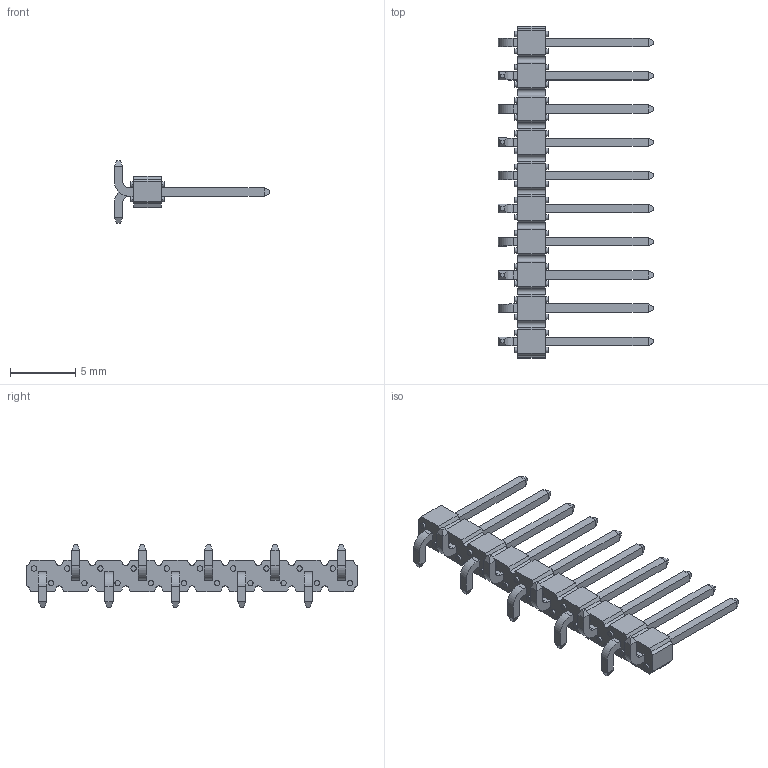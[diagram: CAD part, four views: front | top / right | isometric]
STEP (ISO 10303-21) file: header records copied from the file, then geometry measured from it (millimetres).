
FILE_DESCRIPTION((''),'2;1');
FILE_NAME('MSBR-1','2014-07-09T',('guohe'),('FCI'),'PRO/ENGINEER BY PARAMETRIC TECHNOLOGY CORPORATION, 2013150','PRO/ENGINEER BY PARAMETRIC TECHNOLOGY CORPORATION, 2013150','');
FILE_SCHEMA(('AUTOMOTIVE_DESIGN { 1 0 10303 214 1 1 1 1 }'));
Length unit declared in the file: millimetre
Products named in the file (1): MSBR-1
Bounding box: 11.89 x 25.4 x 4.79 mm (x, y, z)
Volume: 168.2 mm3; surface area: 541.7 mm2
Topology: 1 solids, 1 shells, 426 faces, 1012 edges, 648 vertices
Faces by surface type: plane 304, cylinder 122
Entity records: 12387 total; most frequent: DIRECTION 2108, CARTESIAN_POINT 2088, ORIENTED_EDGE 2024, EDGE_CURVE 1012, VECTOR 768, LINE 768, AXIS2_PLACEMENT_3D 670, VERTEX_POINT 648
